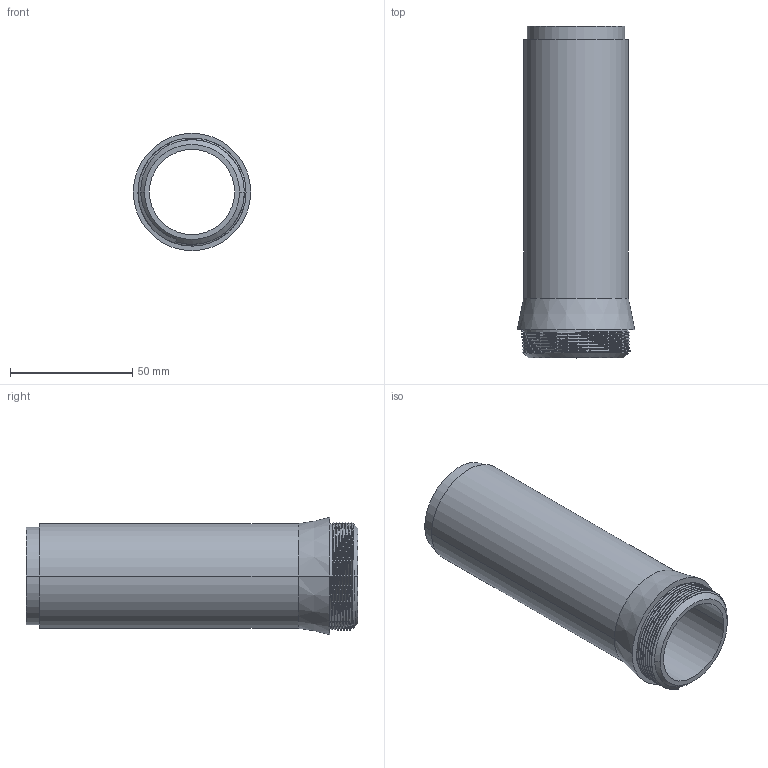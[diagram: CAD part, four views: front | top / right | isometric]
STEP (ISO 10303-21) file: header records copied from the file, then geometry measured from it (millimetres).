
FILE_DESCRIPTION (( 'STEP AP214' ), '1' );
FILE_NAME ('ﾖ齏竟蓿.STEP', '2022-06-07T11:54:54', ( '' ), ( '' ), 'SwSTEP 2.0', 'SolidWorks 2021', '' );
FILE_SCHEMA (( 'AUTOMOTIVE_DESIGN' ));
Length unit declared in the file: millimetre
Products named in the file (1): ﾖ齏竟蓿
Bounding box: 48.1 x 135.93 x 48.1 mm (x, y, z)
Volume: 67812.9 mm3; surface area: 35290.9 mm2
Topology: 1 solids, 1 shells, 35 faces, 88 edges, 57 vertices
Faces by surface type: cylinder 22, plane 6, cone 4, bspline 3
Entity records: 2286 total; most frequent: CARTESIAN_POINT 1505, ORIENTED_EDGE 176, DIRECTION 137, EDGE_CURVE 88, VERTEX_POINT 57, AXIS2_PLACEMENT_3D 53, EDGE_LOOP 39, FACE_OUTER_BOUND 35
